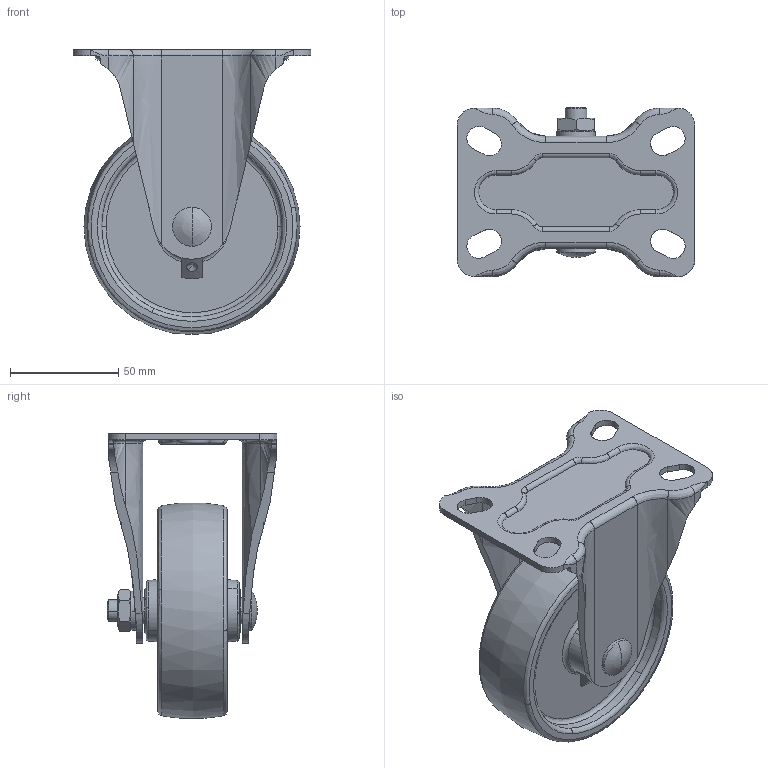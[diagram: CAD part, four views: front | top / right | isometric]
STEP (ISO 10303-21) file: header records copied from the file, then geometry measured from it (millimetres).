
FILE_DESCRIPTION((''),'2;1');
FILE_NAME('','2008-05-01T20:51:39',(''),(''),'','CADfix','');
FILE_SCHEMA(('AUTOMOTIVE_DESIGN { 1 0 10303 214 1 1 1 1 }'));
Length unit declared in the file: millimetre
Bounding box: 110 x 78.5 x 131.84 mm (x, y, z)
Volume: 229943.2 mm3; surface area: 70990.7 mm2
Topology: 3 solids, 6 shells, 251 faces, 718 edges, 483 vertices
Faces by surface type: bspline 251
Entity records: 10731 total; most frequent: CARTESIAN_POINT 6810, ORIENTED_EDGE 1416, EDGE_CURVE 708, VERTEX_POINT 483, EDGE_LOOP 279, FACE_OUTER_BOUND 251, ADVANCED_FACE 251, QUASI_UNIFORM_CURVE 230
